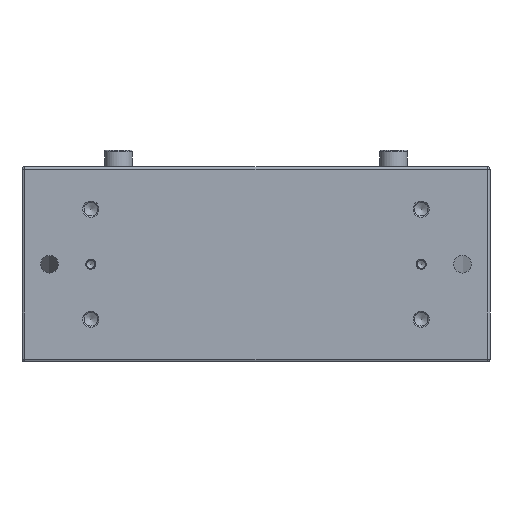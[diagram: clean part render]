
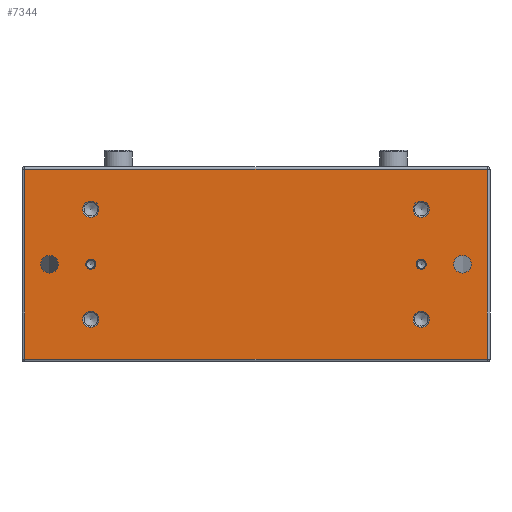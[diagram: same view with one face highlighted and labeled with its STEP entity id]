
A CAD part, front view. The second image highlights one B-rep face of the part: STEP entity #7344.
In plain terms, the highlighted planar face has unit normal (0, -1, 0).
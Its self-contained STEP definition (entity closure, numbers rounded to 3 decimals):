
#216=FACE_BOUND('',#1252,.T.);
#217=FACE_BOUND('',#1253,.T.);
#218=FACE_BOUND('',#1254,.T.);
#219=FACE_BOUND('',#1255,.T.);
#220=FACE_BOUND('',#1256,.T.);
#221=FACE_BOUND('',#1257,.T.);
#222=FACE_BOUND('',#1258,.T.);
#223=FACE_BOUND('',#1259,.T.);
#409=PLANE('',#8137);
#799=FACE_OUTER_BOUND('',#1251,.T.);
#1251=EDGE_LOOP('',(#6275,#6276,#6277,#6278));
#1252=EDGE_LOOP('',(#6279));
#1253=EDGE_LOOP('',(#6280));
#1254=EDGE_LOOP('',(#6281));
#1255=EDGE_LOOP('',(#6282));
#1256=EDGE_LOOP('',(#6283));
#1257=EDGE_LOOP('',(#6284));
#1258=EDGE_LOOP('',(#6285));
#1259=EDGE_LOOP('',(#6286));
#1503=CIRCLE('',#7834,3.2);
#1509=CIRCLE('',#7843,3.2);
#1650=CIRCLE('',#8113,2.959);
#1653=CIRCLE('',#8118,2.959);
#1656=CIRCLE('',#8123,2.959);
#1659=CIRCLE('',#8128,2.959);
#1662=CIRCLE('',#8133,1.8);
#1665=CIRCLE('',#8138,1.8);
#2133=LINE('',#12287,#2692);
#2134=LINE('',#12292,#2693);
#2136=LINE('',#12307,#2695);
#2137=LINE('',#12311,#2696);
#2692=VECTOR('',#9733,10.);
#2693=VECTOR('',#9740,10.);
#2695=VECTOR('',#9766,10.);
#2696=VECTOR('',#9773,10.);
#3248=VERTEX_POINT('',#11768);
#3254=VERTEX_POINT('',#11785);
#3326=VERTEX_POINT('',#12284);
#3327=VERTEX_POINT('',#12286);
#3328=VERTEX_POINT('',#12290);
#3329=VERTEX_POINT('',#12305);
#3399=VERTEX_POINT('',#12599);
#3402=VERTEX_POINT('',#12609);
#3405=VERTEX_POINT('',#12619);
#3408=VERTEX_POINT('',#12629);
#3411=VERTEX_POINT('',#12639);
#3414=VERTEX_POINT('',#12649);
#4096=EDGE_CURVE('',#3248,#3248,#1503,.T.);
#4104=EDGE_CURVE('',#3254,#3254,#1509,.T.);
#4218=EDGE_CURVE('',#3326,#3327,#2133,.T.);
#4221=EDGE_CURVE('',#3328,#3326,#2134,.T.);
#4229=EDGE_CURVE('',#3329,#3328,#2136,.T.);
#4231=EDGE_CURVE('',#3327,#3329,#2137,.T.);
#4373=EDGE_CURVE('',#3399,#3399,#1650,.T.);
#4378=EDGE_CURVE('',#3402,#3402,#1653,.T.);
#4383=EDGE_CURVE('',#3405,#3405,#1656,.T.);
#4388=EDGE_CURVE('',#3408,#3408,#1659,.T.);
#4393=EDGE_CURVE('',#3411,#3411,#1662,.T.);
#4398=EDGE_CURVE('',#3414,#3414,#1665,.T.);
#6275=ORIENTED_EDGE('',*,*,#4231,.F.);
#6276=ORIENTED_EDGE('',*,*,#4218,.F.);
#6277=ORIENTED_EDGE('',*,*,#4221,.F.);
#6278=ORIENTED_EDGE('',*,*,#4229,.F.);
#6279=ORIENTED_EDGE('',*,*,#4393,.F.);
#6280=ORIENTED_EDGE('',*,*,#4383,.F.);
#6281=ORIENTED_EDGE('',*,*,#4373,.F.);
#6282=ORIENTED_EDGE('',*,*,#4096,.T.);
#6283=ORIENTED_EDGE('',*,*,#4104,.T.);
#6284=ORIENTED_EDGE('',*,*,#4378,.F.);
#6285=ORIENTED_EDGE('',*,*,#4388,.F.);
#6286=ORIENTED_EDGE('',*,*,#4398,.F.);
#7344=ADVANCED_FACE('',(#799,#216,#217,#218,#219,#220,#221,#222,#223),#409,
 .T.);
#7834=AXIS2_PLACEMENT_3D('',#11770,#9473,#9474);
#7843=AXIS2_PLACEMENT_3D('',#11787,#9493,#9494);
#8113=AXIS2_PLACEMENT_3D('',#12600,#10146,#10147);
#8118=AXIS2_PLACEMENT_3D('',#12610,#10158,#10159);
#8123=AXIS2_PLACEMENT_3D('',#12620,#10170,#10171);
#8128=AXIS2_PLACEMENT_3D('',#12630,#10182,#10183);
#8133=AXIS2_PLACEMENT_3D('',#12640,#10194,#10195);
#8137=AXIS2_PLACEMENT_3D('',#12648,#10204,#10205);
#8138=AXIS2_PLACEMENT_3D('',#12650,#10206,#10207);
#9473=DIRECTION('center_axis',(0.,1.,0.));
#9474=DIRECTION('ref_axis',(1.,0.,0.));
#9493=DIRECTION('center_axis',(0.,1.,0.));
#9494=DIRECTION('ref_axis',(1.,0.,0.));
#9733=DIRECTION('',(0.,0.,-1.));
#9740=DIRECTION('',(1.,0.,0.));
#9766=DIRECTION('',(0.,0.,1.));
#9773=DIRECTION('',(-1.,0.,0.));
#10146=DIRECTION('center_axis',(0.,-1.,0.));
#10147=DIRECTION('ref_axis',(-1.,0.,0.));
#10158=DIRECTION('center_axis',(0.,-1.,0.));
#10159=DIRECTION('ref_axis',(-1.,0.,0.));
#10170=DIRECTION('center_axis',(0.,-1.,0.));
#10171=DIRECTION('ref_axis',(-1.,0.,0.));
#10182=DIRECTION('center_axis',(0.,-1.,0.));
#10183=DIRECTION('ref_axis',(-1.,0.,0.));
#10194=DIRECTION('center_axis',(0.,-1.,0.));
#10195=DIRECTION('ref_axis',(-1.,0.,0.));
#10204=DIRECTION('center_axis',(0.,-1.,0.));
#10205=DIRECTION('ref_axis',(-1.,0.,0.));
#10206=DIRECTION('center_axis',(0.,-1.,0.));
#10207=DIRECTION('ref_axis',(-1.,0.,0.));
#11768=CARTESIAN_POINT('',(-78.2,-90.,10.3));
#11770=CARTESIAN_POINT('Origin',(-75.,-90.,10.3));
#11785=CARTESIAN_POINT('',(71.8,-90.,10.3));
#11787=CARTESIAN_POINT('Origin',(75.,-90.,10.3));
#12284=CARTESIAN_POINT('',(84.,-90.,44.8));
#12286=CARTESIAN_POINT('',(84.,-90.,-24.2));
#12287=CARTESIAN_POINT('',(84.,-90.,45.8));
#12290=CARTESIAN_POINT('',(-84.,-90.,44.8));
#12292=CARTESIAN_POINT('',(33.,-90.,44.8));
#12305=CARTESIAN_POINT('',(-84.,-90.,-24.2));
#12307=CARTESIAN_POINT('',(-84.,-90.,10.3));
#12311=CARTESIAN_POINT('',(33.,-90.,-24.2));
#12599=CARTESIAN_POINT('',(-57.042,-90.,30.3));
#12600=CARTESIAN_POINT('Origin',(-60.,-90.,30.3));
#12609=CARTESIAN_POINT('',(-57.042,-90.,-9.7));
#12610=CARTESIAN_POINT('Origin',(-60.,-90.,-9.7));
#12619=CARTESIAN_POINT('',(62.959,-90.,30.3));
#12620=CARTESIAN_POINT('Origin',(60.,-90.,30.3));
#12629=CARTESIAN_POINT('',(62.959,-90.,-9.7));
#12630=CARTESIAN_POINT('Origin',(60.,-90.,-9.7));
#12639=CARTESIAN_POINT('',(-58.2,-90.,10.3));
#12640=CARTESIAN_POINT('Origin',(-60.,-90.,10.3));
#12648=CARTESIAN_POINT('Origin',(66.,-90.,45.8));
#12649=CARTESIAN_POINT('',(61.8,-90.,10.3));
#12650=CARTESIAN_POINT('Origin',(60.,-90.,10.3));
